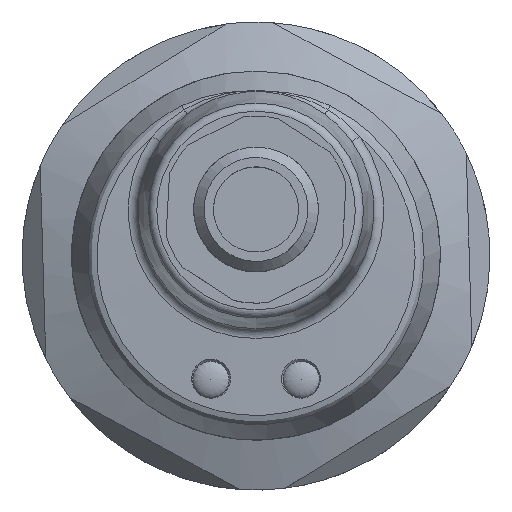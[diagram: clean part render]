
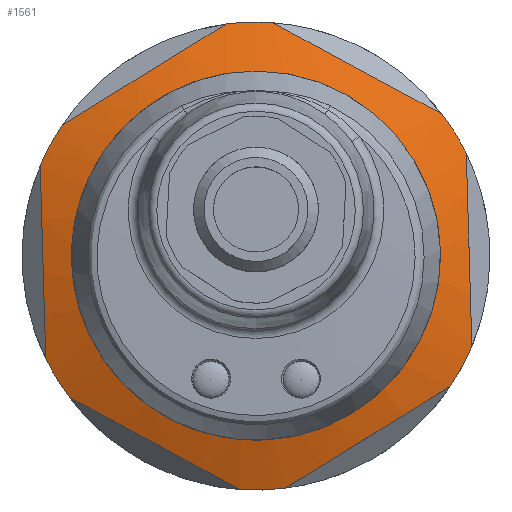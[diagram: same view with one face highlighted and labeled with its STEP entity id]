
A CAD part, top view. The second image highlights one B-rep face of the part: STEP entity #1561.
In plain terms, the highlighted conical face has half-angle 70 degrees and reference radius 30 mm.
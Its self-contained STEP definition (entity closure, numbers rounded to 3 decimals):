
#54=B_SPLINE_CURVE_WITH_KNOTS('',3,(#2716,#2717,#2718,#2719,#2720),
 .UNSPECIFIED.,.F.,.F.,(4,1,4),(0.,0.009,
0.019),.UNSPECIFIED.);
#55=B_SPLINE_CURVE_WITH_KNOTS('',3,(#2726,#2727,#2728,#2729,#2730),
 .UNSPECIFIED.,.F.,.F.,(4,1,4),(0.,0.009,
0.019),.UNSPECIFIED.);
#56=B_SPLINE_CURVE_WITH_KNOTS('',3,(#2736,#2737,#2738,#2739,#2740),
 .UNSPECIFIED.,.F.,.F.,(4,1,4),(0.,0.009,
0.019),.UNSPECIFIED.);
#57=B_SPLINE_CURVE_WITH_KNOTS('',3,(#2746,#2747,#2748,#2749,#2750),
 .UNSPECIFIED.,.F.,.F.,(4,1,4),(0.,0.009,
0.019),.UNSPECIFIED.);
#58=B_SPLINE_CURVE_WITH_KNOTS('',3,(#2756,#2757,#2758,#2759,#2760),
 .UNSPECIFIED.,.F.,.F.,(4,1,4),(0.,0.009,
0.019),.UNSPECIFIED.);
#59=B_SPLINE_CURVE_WITH_KNOTS('',3,(#2775,#2776,#2777,#2778,#2779),
 .UNSPECIFIED.,.F.,.F.,(4,1,4),(0.,0.009,
0.019),.UNSPECIFIED.);
#159=CONICAL_SURFACE('',#1694,30.,1.222);
#442=ORIENTED_EDGE('',*,*,#588,.F.);
#443=ORIENTED_EDGE('',*,*,#584,.F.);
#444=ORIENTED_EDGE('',*,*,#578,.T.);
#445=ORIENTED_EDGE('',*,*,#583,.F.);
#446=ORIENTED_EDGE('',*,*,#575,.F.);
#447=ORIENTED_EDGE('',*,*,#582,.F.);
#448=ORIENTED_EDGE('',*,*,#572,.F.);
#449=ORIENTED_EDGE('',*,*,#581,.F.);
#450=ORIENTED_EDGE('',*,*,#569,.F.);
#451=ORIENTED_EDGE('',*,*,#580,.F.);
#452=ORIENTED_EDGE('',*,*,#566,.F.);
#453=ORIENTED_EDGE('',*,*,#587,.F.);
#454=ORIENTED_EDGE('',*,*,#541,.F.);
#541=EDGE_CURVE('',#649,#649,#727,.T.);
#566=EDGE_CURVE('',#673,#674,#54,.T.);
#569=EDGE_CURVE('',#675,#676,#55,.T.);
#572=EDGE_CURVE('',#677,#678,#56,.T.);
#575=EDGE_CURVE('',#679,#680,#57,.T.);
#578=EDGE_CURVE('',#682,#681,#58,.T.);
#580=EDGE_CURVE('',#674,#675,#739,.T.);
#581=EDGE_CURVE('',#676,#677,#740,.T.);
#582=EDGE_CURVE('',#678,#679,#741,.T.);
#583=EDGE_CURVE('',#680,#681,#742,.T.);
#584=EDGE_CURVE('',#682,#683,#743,.T.);
#587=EDGE_CURVE('',#684,#673,#744,.T.);
#588=EDGE_CURVE('',#683,#684,#59,.T.);
#649=VERTEX_POINT('',#2649);
#673=VERTEX_POINT('',#2715);
#674=VERTEX_POINT('',#2721);
#675=VERTEX_POINT('',#2725);
#676=VERTEX_POINT('',#2731);
#677=VERTEX_POINT('',#2735);
#678=VERTEX_POINT('',#2741);
#679=VERTEX_POINT('',#2745);
#680=VERTEX_POINT('',#2751);
#681=VERTEX_POINT('',#2755);
#682=VERTEX_POINT('',#2761);
#683=VERTEX_POINT('',#2769);
#684=VERTEX_POINT('',#2772);
#727=CIRCLE('',#1646,17.4);
#739=CIRCLE('',#1687,22.5);
#740=CIRCLE('',#1688,22.5);
#741=CIRCLE('',#1689,22.5);
#742=CIRCLE('',#1690,22.5);
#743=CIRCLE('',#1691,22.5);
#744=CIRCLE('',#1692,22.5);
#847=EDGE_LOOP('',(#442,#443,#444,#445,#446,#447,#448,#449,#450,#451,#452,
#453));
#848=EDGE_LOOP('',(#454));
#955=FACE_BOUND('',#847,.T.);
#956=FACE_BOUND('',#848,.T.);
#1561=ADVANCED_FACE('',(#955,#956),#159,.T.);
#1646=AXIS2_PLACEMENT_3D('',#2648,#1874,#1875);
#1687=AXIS2_PLACEMENT_3D('',#2764,#1972,#1973);
#1688=AXIS2_PLACEMENT_3D('',#2765,#1974,#1975);
#1689=AXIS2_PLACEMENT_3D('',#2766,#1976,#1977);
#1690=AXIS2_PLACEMENT_3D('',#2767,#1978,#1979);
#1691=AXIS2_PLACEMENT_3D('',#2768,#1980,#1981);
#1692=AXIS2_PLACEMENT_3D('',#2773,#1984,#1985);
#1694=AXIS2_PLACEMENT_3D('',#2780,#1988,#1989);
#1874=DIRECTION('',(0.,0.,1.));
#1875=DIRECTION('',(0.851,0.525,0.));
#1972=DIRECTION('',(0.,0.,-1.));
#1973=DIRECTION('',(-0.851,-0.525,0.));
#1974=DIRECTION('',(0.,0.,-1.));
#1975=DIRECTION('',(-0.851,-0.525,0.));
#1976=DIRECTION('',(0.,0.,-1.));
#1977=DIRECTION('',(-0.851,-0.525,0.));
#1978=DIRECTION('',(0.,0.,-1.));
#1979=DIRECTION('',(-0.851,-0.525,0.));
#1980=DIRECTION('',(0.,0.,-1.));
#1981=DIRECTION('',(-0.851,-0.525,0.));
#1984=DIRECTION('',(0.,0.,-1.));
#1985=DIRECTION('',(-0.851,-0.525,0.));
#1988=DIRECTION('',(0.,0.,-1.));
#1989=DIRECTION('',(-0.851,-0.525,0.));
#2648=CARTESIAN_POINT('',(0.,0.,13.501));
#2649=CARTESIAN_POINT('',(14.811,9.131,13.501));
#2715=CARTESIAN_POINT('',(-20.224,-9.861,11.645));
#2716=CARTESIAN_POINT('',(-20.224,-9.861,11.645));
#2717=CARTESIAN_POINT('',(-20.313,-6.772,12.108));
#2718=CARTESIAN_POINT('',(-20.491,-0.592,12.637));
#2719=CARTESIAN_POINT('',(-20.67,5.588,12.108));
#2720=CARTESIAN_POINT('',(-20.759,8.678,11.645));
#2721=CARTESIAN_POINT('',(-20.759,8.678,11.645));
#2725=CARTESIAN_POINT('',(-18.652,12.584,11.645));
#2726=CARTESIAN_POINT('',(-18.652,12.584,11.645));
#2727=CARTESIAN_POINT('',(-16.021,14.206,12.108));
#2728=CARTESIAN_POINT('',(-10.758,17.45,12.637));
#2729=CARTESIAN_POINT('',(-5.495,20.695,12.108));
#2730=CARTESIAN_POINT('',(-2.864,22.317,11.645));
#2731=CARTESIAN_POINT('',(-2.864,22.317,11.645));
#2735=CARTESIAN_POINT('',(1.572,22.445,11.645));
#2736=CARTESIAN_POINT('',(1.572,22.445,11.645));
#2737=CARTESIAN_POINT('',(4.292,20.977,12.108));
#2738=CARTESIAN_POINT('',(9.733,18.042,12.637));
#2739=CARTESIAN_POINT('',(15.174,15.107,12.108));
#2740=CARTESIAN_POINT('',(17.895,13.639,11.645));
#2741=CARTESIAN_POINT('',(17.895,13.639,11.645));
#2745=CARTESIAN_POINT('',(20.224,9.861,11.645));
#2746=CARTESIAN_POINT('',(20.224,9.861,11.645));
#2747=CARTESIAN_POINT('',(20.313,6.772,12.108));
#2748=CARTESIAN_POINT('',(20.491,0.592,12.637));
#2749=CARTESIAN_POINT('',(20.67,-5.588,12.108));
#2750=CARTESIAN_POINT('',(20.759,-8.678,11.645));
#2751=CARTESIAN_POINT('',(20.759,-8.678,11.645));
#2755=CARTESIAN_POINT('',(18.652,-12.584,11.645));
#2756=CARTESIAN_POINT('',(2.864,-22.317,11.645));
#2757=CARTESIAN_POINT('',(5.495,-20.695,12.108));
#2758=CARTESIAN_POINT('',(10.758,-17.45,12.637));
#2759=CARTESIAN_POINT('',(16.021,-14.206,12.108));
#2760=CARTESIAN_POINT('',(18.652,-12.584,11.645));
#2761=CARTESIAN_POINT('',(2.864,-22.317,11.645));
#2764=CARTESIAN_POINT('',(0.,0.,11.645));
#2765=CARTESIAN_POINT('',(0.,0.,11.645));
#2766=CARTESIAN_POINT('',(0.,0.,11.645));
#2767=CARTESIAN_POINT('',(0.,0.,11.645));
#2768=CARTESIAN_POINT('',(0.,0.,11.645));
#2769=CARTESIAN_POINT('',(-1.572,-22.445,11.645));
#2772=CARTESIAN_POINT('',(-17.895,-13.639,11.645));
#2773=CARTESIAN_POINT('',(0.,0.,11.645));
#2775=CARTESIAN_POINT('',(-1.572,-22.445,11.645));
#2776=CARTESIAN_POINT('',(-4.292,-20.977,12.108));
#2777=CARTESIAN_POINT('',(-9.733,-18.042,12.637));
#2778=CARTESIAN_POINT('',(-15.174,-15.107,12.108));
#2779=CARTESIAN_POINT('',(-17.895,-13.639,11.645));
#2780=CARTESIAN_POINT('',(0.,0.,8.915));
